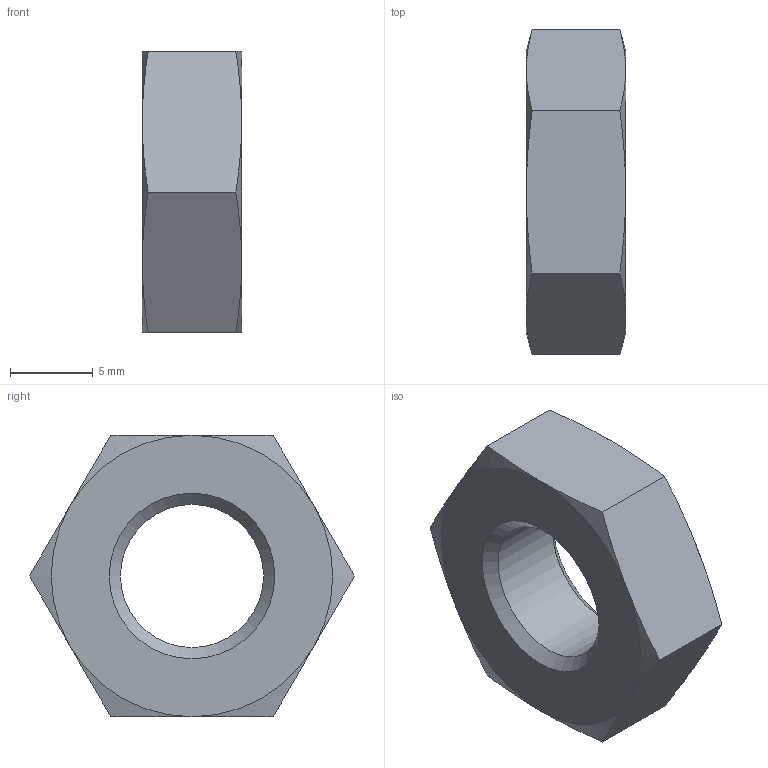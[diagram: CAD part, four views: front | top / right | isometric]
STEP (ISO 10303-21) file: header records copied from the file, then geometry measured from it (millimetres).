
FILE_DESCRIPTION(/* description */ ('Alibre Inc.'),/* implementation_level */ '2;1');
FILE_NAME(/* name */ 'export-212CE8A0-F1DB-436A-B648-48083CA83045',/* time_stamp */ '2020-04-08T12:05:34+02:00',/* author */ (''),/* organization */ (''),/* preprocessor_version */ 'ST-DEVELOPER v17',/* originating_system */ 'Alibre',/* authorisation */ '');
FILE_SCHEMA (('AUTOMOTIVE_DESIGN'));
Length unit declared in the file: millimetre
Bounding box: 6 x 19.63 x 17 mm (x, y, z)
Volume: 1131.3 mm3; surface area: 866.5 mm2
Topology: 1 solids, 1 shells, 23 faces, 51 edges, 30 vertices
Faces by surface type: cone 14, plane 8, cylinder 1
Full cylindrical faces by diameter (mm): 8.647 x1
Entity records: 644 total; most frequent: CARTESIAN_POINT 152, ORIENTED_EDGE 102, DIRECTION 83, EDGE_CURVE 51, AXIS2_PLACEMENT_3D 41, VERTEX_POINT 30, EDGE_LOOP 25, FACE_BOUND 25
